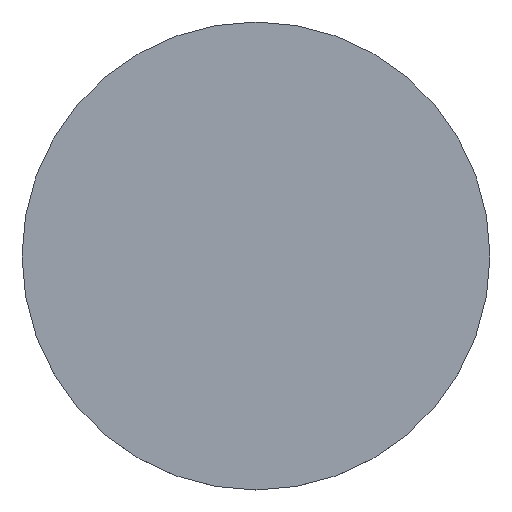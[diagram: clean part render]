
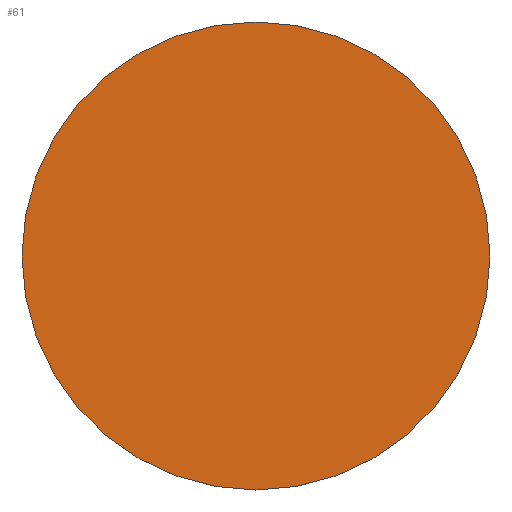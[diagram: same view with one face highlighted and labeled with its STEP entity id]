
A CAD part, top view. The second image highlights one B-rep face of the part: STEP entity #61.
In plain terms, the highlighted planar face has unit normal (0, 0, 1).
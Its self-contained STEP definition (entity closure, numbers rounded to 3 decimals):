
#1 = PLANE ( 'NONE',  #36 ) ;
#5 = DIRECTION ( 'NONE',  ( 1., 0., 0. ) ) ;
#8 = CARTESIAN_POINT ( 'NONE',  ( -19.05, 0., 0.5 ) ) ;
#31 = AXIS2_PLACEMENT_3D ( 'NONE', #42, #126, #5 ) ;
#33 = CIRCLE ( 'NONE', #31, 19.05 ) ;
#36 = AXIS2_PLACEMENT_3D ( 'NONE', #38, #102, #83 ) ;
#38 = CARTESIAN_POINT ( 'NONE',  ( 0., 0., 0.5 ) ) ;
#42 = CARTESIAN_POINT ( 'NONE',  ( 0., 0., 0.5 ) ) ;
#51 = AXIS2_PLACEMENT_3D ( 'NONE', #101, #115, #87 ) ;
#61 = ADVANCED_FACE ( 'NONE', ( #117 ), #1, .T. ) ;
#63 = ORIENTED_EDGE ( 'NONE', *, *, #160, .T. ) ;
#69 = CIRCLE ( 'NONE', #51, 19.05 ) ;
#83 = DIRECTION ( 'NONE',  ( 1., 0., 0. ) ) ;
#87 = DIRECTION ( 'NONE',  ( 1., 0., 0. ) ) ;
#99 = VERTEX_POINT ( 'NONE', #165 ) ;
#101 = CARTESIAN_POINT ( 'NONE',  ( 0., 0., 0.5 ) ) ;
#102 = DIRECTION ( 'NONE',  ( 0., 0., 1. ) ) ;
#103 = EDGE_LOOP ( 'NONE', ( #161, #63 ) ) ;
#115 = DIRECTION ( 'NONE',  ( 0., 0., 1. ) ) ;
#117 = FACE_OUTER_BOUND ( 'NONE', #103, .T. ) ;
#120 = EDGE_CURVE ( 'NONE', #142, #99, #69, .T. ) ;
#126 = DIRECTION ( 'NONE',  ( 0., 0., 1. ) ) ;
#142 = VERTEX_POINT ( 'NONE', #8 ) ;
#160 = EDGE_CURVE ( 'NONE', #99, #142, #33, .T. ) ;
#161 = ORIENTED_EDGE ( 'NONE', *, *, #120, .T. ) ;
#165 = CARTESIAN_POINT ( 'NONE',  ( 19.05, 0., 0.5 ) ) ;
